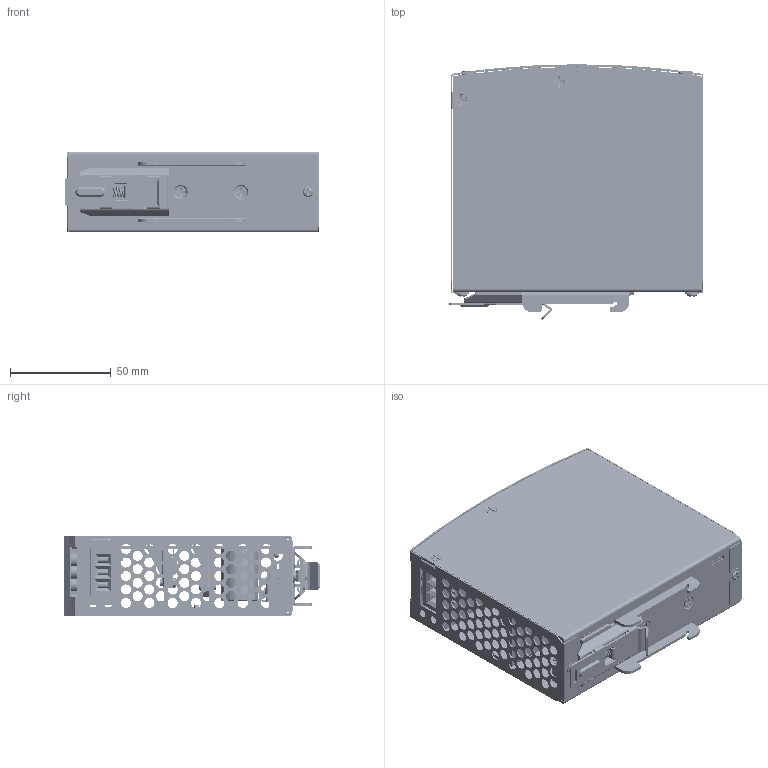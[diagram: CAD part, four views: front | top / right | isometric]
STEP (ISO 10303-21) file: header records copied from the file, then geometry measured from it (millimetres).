
FILE_DESCRIPTION((''),'2;1');
FILE_NAME('YSD120-2022_ASM_1_ASM_ASM','2024-05-28T',('Administrator'),(''),'PRO/ENGINEER BY PARAMETRIC TECHNOLOGY CORPORATION, 2010280','PRO/ENGINEER BY PARAMETRIC TECHNOLOGY CORPORATION, 2010280','');
FILE_SCHEMA(('CONFIG_CONTROL_DESIGN','SHAPE_APPEARANCE_LAYERS_GROUPS'));
Products named in the file (33): 716BC_2_1; 716EC_2_1; 12011-F_2_1; QDC_2_1; M3-6C_2_1; 10-16-C14_2_1; M3P4_2_1; 10-16-D14_2_1; M3-12_2_1; 1-14-A_2_ASM_1_ASM_ASM; MSC_2_1; 716HC_2_1; 1212FGC_2_1; 716FGC_2_1; 716AC_2_1; P0D4-PC_2_1; PRT0002C_2_1; M3-P8_2_1; 12011-HT_2_1; 12011-H_2_1; QD-MS_2_1; 120AT_2_1; YJ1202_2_1; YPK-MIN_2_ASM_1_ASM_ASM; AS1_2_1; P3_10; P1_5; TH_1; _X2_639B5EA75C0F_X0__ASM_ASM_5_ASM; XIAO-KKK_ASM_10_ASM; XIAO-KKK_ASM; M3P6_A_1; YSD120-2022_ASM_1_ASM_ASM
Assembly tree (54 placements, depth 5):
  YSD120-2022_ASM_1_ASM_ASM
    716BC_2_1
    716EC_2_1
    12011-F_2_1
    QDC_2_1
    M3-6C_2_1  x5
    1-14-A_2_ASM_1_ASM_ASM
      10-16-C14_2_1
      M3P4_2_1  x3
      10-16-D14_2_1
      M3-12_2_1  x3
    MSC_2_1  x4
    716HC_2_1
    1212FGC_2_1
    716FGC_2_1
    716AC_2_1
    M3P4_2_1  x8
    P0D4-PC_2_1
    PRT0002C_2_1
    M3-P8_2_1  x2
    12011-HT_2_1
    12011-H_2_1
    QD-MS_2_1
    120AT_2_1
    YJ1202_2_1  x2
    YPK-MIN_2_ASM_1_ASM_ASM
    AS1_2_1
    XIAO-KKK_ASM
      XIAO-KKK_ASM_10_ASM
        _X2_639B5EA75C0F_X0__ASM_ASM_5_ASM
          P3_10
          P1_5
          TH_1
    M3P6_A_1  x2
Bounding box: 126.35 x 126.85 x 40 mm (x, y, z)
Volume: 135773.1 mm3; surface area: 215627.9 mm2
Topology: 49 solids, 49 shells, 3486 faces, 9197 edges, 5899 vertices
Faces by surface type: cylinder 1455, plane 1449, bspline 361, cone 113, torus 42, sphere 40, extrusion 26
Entity records: 109886 total; most frequent: CARTESIAN_POINT 35441, ORIENTED_EDGE 11400, DIRECTION 11109, EDGE_CURVE 5700, PRESENTATION_STYLE_ASSIGNMENT 4245, AXIS2_PLACEMENT_3D 3858, STYLED_ITEM 3766, VERTEX_POINT 3724
